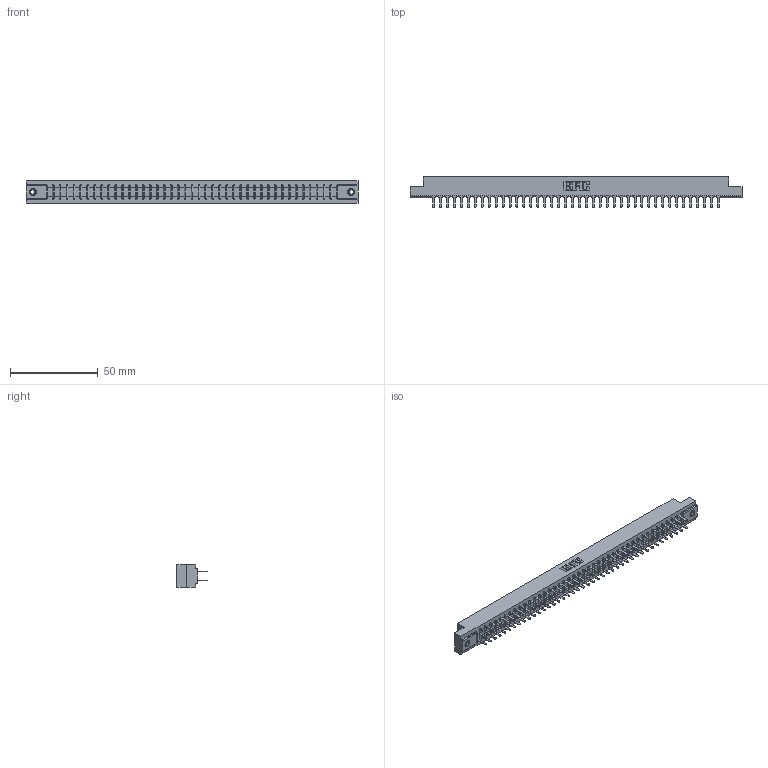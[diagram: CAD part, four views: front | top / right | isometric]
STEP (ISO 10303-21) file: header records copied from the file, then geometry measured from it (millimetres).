
FILE_DESCRIPTION (( 'STEP AP203' ), '1' );
FILE_NAME ('357-084-420-207.STEP', '2020-10-04T08:40:15', ( '' ), ( '' ), 'SwSTEP 2.0', 'SolidWorks 2020', '' );
FILE_SCHEMA (( 'CONFIG_CONTROL_DESIGN' ));
Length unit declared in the file: inch
Products named in the file (4): 357-084-420-207; 307 Part_.156 Dia Mounting Holes; 345-250-001_345-250-005-103; 307-290-001_520
Assembly tree (87 placements, depth 2):
  357-084-420-207
    307 Part_.156 Dia Mounting Holes
    307-290-001_520  x84
    345-250-001_345-250-005-103  x2
Bounding box: 189.43 x 17.42 x 12.7 mm (x, y, z)
Volume: 20192 mm3; surface area: 24874.3 mm2
Topology: 87 solids, 87 shells, 4085 faces, 11379 edges, 7350 vertices
Faces by surface type: plane 2706, cylinder 1277, sphere 86, cone 12, torus 4
Entity records: 38503 total; most frequent: CARTESIAN_POINT 6281, ORIENTED_EDGE 6218, DIRECTION 6161, EDGE_CURVE 3109, VECTOR 2385, LINE 2385, VERTEX_POINT 2008, AXIS2_PLACEMENT_3D 1888
